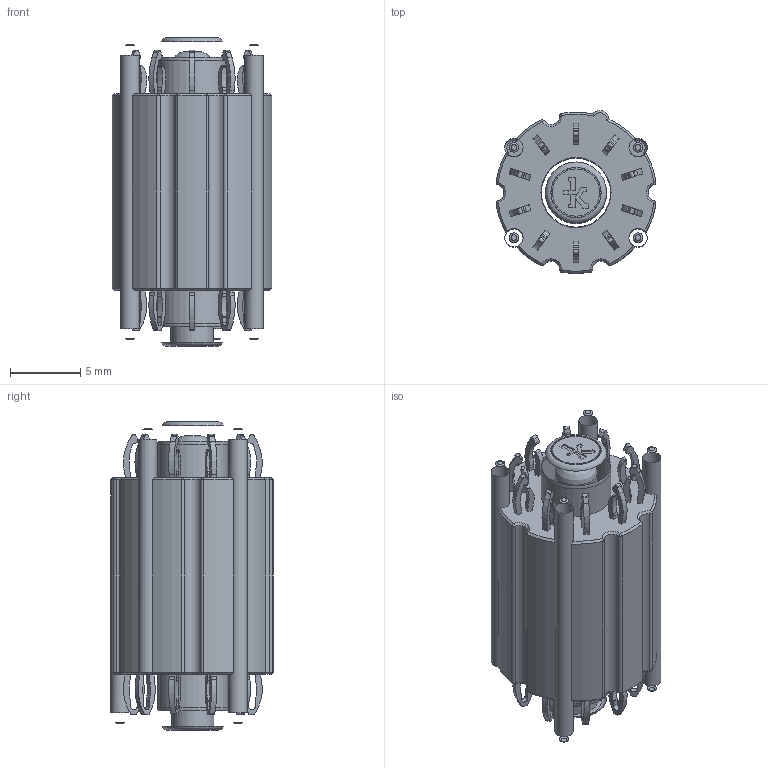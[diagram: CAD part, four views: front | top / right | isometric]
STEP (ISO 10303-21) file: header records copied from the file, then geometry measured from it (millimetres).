
FILE_DESCRIPTION(/* description */ (''),/* implementation_level */ '2;1');
FILE_NAME(/* name */ 'B2B-Power-KON_45.010.111.14.01.step',/* time_stamp */ '2024-04-09T10:37:01+02:00',/* author */ (''),/* organization */ (''),/* preprocessor_version */ 'ST-DEVELOPER v20',/* originating_system */ 'Autodesk Translation Framework v12.20.1.177',/* authorisation */ '');
FILE_SCHEMA (('AUTOMOTIVE_DESIGN { 1 0 10303 214 3 1 1 }'));
Length unit declared in the file: metre
Products named in the file (3): B2B-Power-KON_45.010.111.14.01; B2B-Power 10p-14mm; B2B-Power 10p-14mm (1)
Assembly tree (2 placements, depth 3):
  B2B-Power-KON_45.010.111.14.01
    B2B-Power 10p-14mm
      B2B-Power 10p-14mm (1)
Bounding box: 11.4 x 11.59 x 22 mm (x, y, z)
Volume: 1483.3 mm3; surface area: 1324.5 mm2
Topology: 1 solids, 1 shells, 623 faces, 1716 edges, 1124 vertices
Faces by surface type: cylinder 315, plane 234, cone 62, torus 11, bspline 1
Full cylindrical faces by diameter (mm): 1.3 x5, 3 x1, 3.367 x1, 3.566 x1, 5 x2
Entity records: 20250 total; most frequent: DIRECTION 3687, CARTESIAN_POINT 3589, ORIENTED_EDGE 3432, EDGE_CURVE 1716, AXIS2_PLACEMENT_3D 1363, VERTEX_POINT 1124, LINE 961, VECTOR 961
